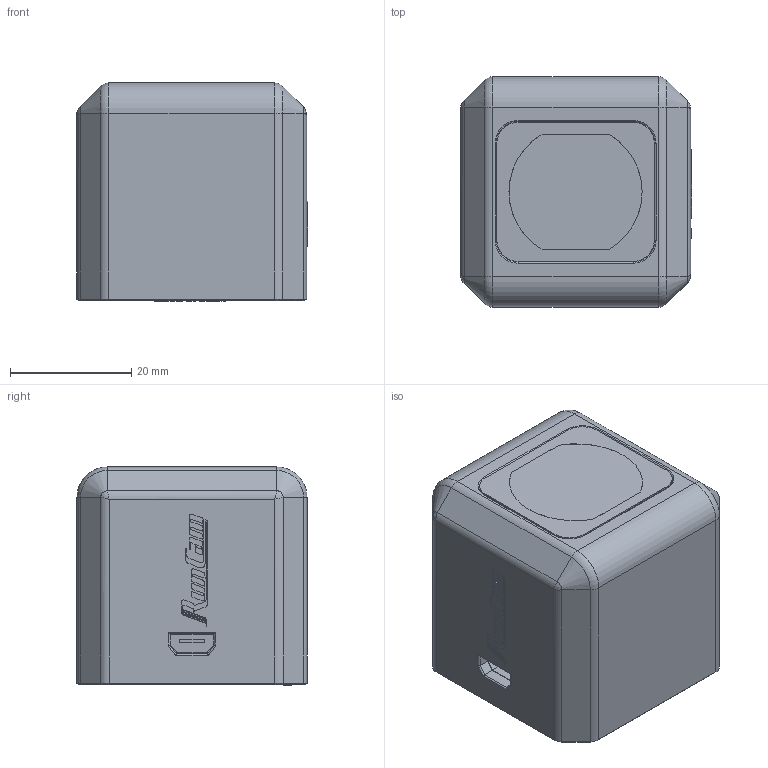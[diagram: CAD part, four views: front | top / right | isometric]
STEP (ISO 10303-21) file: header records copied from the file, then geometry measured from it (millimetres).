
FILE_DESCRIPTION(/* description */ (''),/* implementation_level */ '2;1');
FILE_NAME(/* name */ 'TBSSource1Runcam5Mount v18.step',/* time_stamp */ '2019-08-05T00:33:48+01:00',/* author */ (''),/* organization */ (''),/* preprocessor_version */ 'ST-DEVELOPER v18',/* originating_system */ 'Autodesk Translation Framework v8.2.0.1029',/* authorisation */ '');
FILE_SCHEMA (('AUTOMOTIVE_DESIGN { 1 0 10303 214 3 1 1 }'));
Length unit declared in the file: millimetre
Products named in the file (2): TBSSource1Runcam5Mount; Runcam
Assembly tree (1 placements, depth 2):
  TBSSource1Runcam5Mount
    Runcam
Bounding box: 38.16 x 38 x 36.01 mm (x, y, z)
Volume: 35302.6 mm3; surface area: 19735 mm2
Topology: 16 solids, 16 shells, 1045 faces, 2777 edges, 1821 vertices
Faces by surface type: bspline 435, plane 347, cylinder 224, torus 26, cone 12, sphere 1
Full cylindrical faces by diameter (mm): 0.5 x93, 3 x5, 3.1 x9, 14 x3, 16.8 x1, 17 x1
Entity records: 35384 total; most frequent: CARTESIAN_POINT 12226, ORIENTED_EDGE 5546, DIRECTION 3599, EDGE_CURVE 2773, VERTEX_POINT 1821, LINE 1399, VECTOR 1399, EDGE_LOOP 1310
